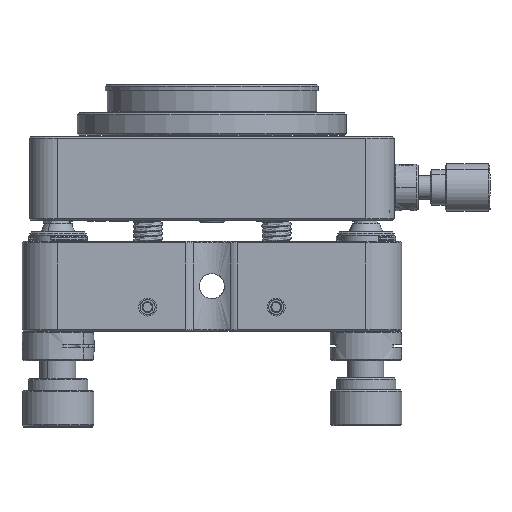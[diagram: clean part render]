
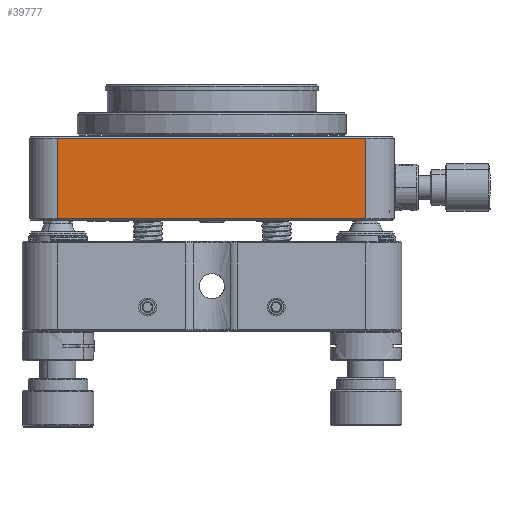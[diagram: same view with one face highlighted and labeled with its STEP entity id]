
A CAD part, front view. The second image highlights one B-rep face of the part: STEP entity #39777.
In plain terms, the highlighted planar face has unit normal (0, -1, 0).
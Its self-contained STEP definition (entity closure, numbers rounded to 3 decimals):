
#70 = DIRECTION ( 'NONE',  ( 0., 0., -1. ) ) ;
#179 = EDGE_CURVE ( 'NONE', #14860, #45563, #12358, .T. ) ;
#3378 = LINE ( 'NONE', #36840, #53127 ) ;
#3464 = EDGE_CURVE ( 'NONE', #45563, #24879, #22249, .T. ) ;
#4454 = PLANE ( 'NONE',  #27772 ) ;
#8869 = CARTESIAN_POINT ( 'NONE',  ( -25.75, -30.5, 11.25 ) ) ;
#8879 = CARTESIAN_POINT ( 'NONE',  ( 25.75, -30.5, 24.75 ) ) ;
#9982 = ORIENTED_EDGE ( 'NONE', *, *, #51896, .F. ) ;
#11110 = CARTESIAN_POINT ( 'NONE',  ( -25.75, -30.5, 24.75 ) ) ;
#11136 = LINE ( 'NONE', #45171, #49498 ) ;
#12358 = LINE ( 'NONE', #21393, #18209 ) ;
#13197 = CARTESIAN_POINT ( 'NONE',  ( -30.901, -30.5, 26.101 ) ) ;
#14860 = VERTEX_POINT ( 'NONE', #8879 ) ;
#18209 = VECTOR ( 'NONE', #33224, 1000. ) ;
#21393 = CARTESIAN_POINT ( 'NONE',  ( 25.75, -30.5, 26.101 ) ) ;
#22249 = LINE ( 'NONE', #48308, #50114 ) ;
#23751 = DIRECTION ( 'NONE',  ( 0., 0., 1. ) ) ;
#24879 = VERTEX_POINT ( 'NONE', #8869 ) ;
#26320 = EDGE_LOOP ( 'NONE', ( #48231, #9982, #33864, #37671 ) ) ;
#27772 = AXIS2_PLACEMENT_3D ( 'NONE', #13197, #46426, #70 ) ;
#28087 = CARTESIAN_POINT ( 'NONE',  ( 25.75, -30.5, 11.25 ) ) ;
#28608 = DIRECTION ( 'NONE',  ( 1., 0., 0. ) ) ;
#33224 = DIRECTION ( 'NONE',  ( 0., 0., -1. ) ) ;
#33864 = ORIENTED_EDGE ( 'NONE', *, *, #3464, .F. ) ;
#35334 = VERTEX_POINT ( 'NONE', #11110 ) ;
#35780 = EDGE_CURVE ( 'NONE', #35334, #14860, #3378, .T. ) ;
#36840 = CARTESIAN_POINT ( 'NONE',  ( -30.901, -30.5, 24.75 ) ) ;
#37671 = ORIENTED_EDGE ( 'NONE', *, *, #179, .F. ) ;
#39777 = ADVANCED_FACE ( 'NONE', ( #41782 ), #4454, .T. ) ;
#41782 = FACE_OUTER_BOUND ( 'NONE', #26320, .T. ) ;
#43675 = DIRECTION ( 'NONE',  ( -1., 0., 0. ) ) ;
#45171 = CARTESIAN_POINT ( 'NONE',  ( -25.75, -30.5, 26.101 ) ) ;
#45563 = VERTEX_POINT ( 'NONE', #28087 ) ;
#46426 = DIRECTION ( 'NONE',  ( 0., -1., 0. ) ) ;
#48231 = ORIENTED_EDGE ( 'NONE', *, *, #35780, .F. ) ;
#48308 = CARTESIAN_POINT ( 'NONE',  ( 30.901, -30.5, 11.25 ) ) ;
#49498 = VECTOR ( 'NONE', #23751, 1000. ) ;
#50114 = VECTOR ( 'NONE', #43675, 1000. ) ;
#51896 = EDGE_CURVE ( 'NONE', #24879, #35334, #11136, .T. ) ;
#53127 = VECTOR ( 'NONE', #28608, 1000. ) ;
